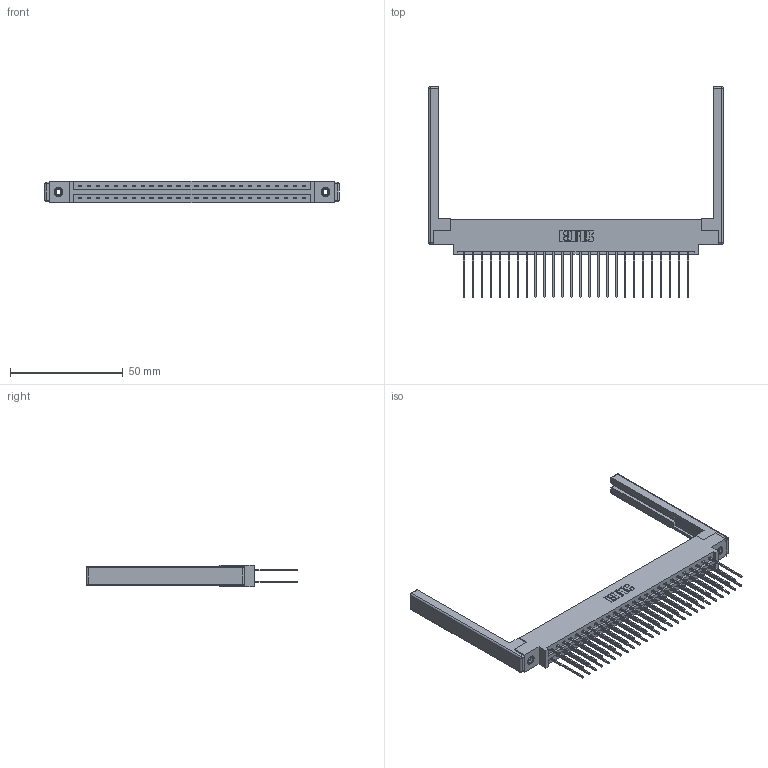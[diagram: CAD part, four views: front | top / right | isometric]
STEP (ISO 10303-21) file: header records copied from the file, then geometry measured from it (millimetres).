
FILE_DESCRIPTION (( 'STEP AP203' ), '1' );
FILE_NAME ('337-052-541-868.STEP', '2019-10-11T18:18:23', ( '' ), ( '' ), 'SwSTEP 2.0', 'SolidWorks 2016', '' );
FILE_SCHEMA (( 'CONFIG_CONTROL_DESIGN' ));
Length unit declared in the file: inch
Products named in the file (5): 345-250-001_345-250-001-102; 345-292-001_345-293-141; 337-052-541-868; 337 Part_0.170 Offset - 0.156 Dia-TI; 307-220-068
Assembly tree (57 placements, depth 2):
  337-052-541-868
    337 Part_0.170 Offset - 0.156 Dia-TI
    345-292-001_345-293-141  x52
    345-250-001_345-250-001-102  x2
    307-220-068  x2
Bounding box: 130.45 x 93.35 x 9.4 mm (x, y, z)
Volume: 18101 mm3; surface area: 20990.4 mm2
Topology: 57 solids, 57 shells, 3080 faces, 9085 edges, 5966 vertices
Faces by surface type: plane 2138, cylinder 918, cone 12, sphere 8, torus 4
Entity records: 25138 total; most frequent: CARTESIAN_POINT 4215, ORIENTED_EDGE 4140, DIRECTION 3684, EDGE_CURVE 2070, LINE 1892, VECTOR 1892, VERTEX_POINT 1370, AXIS2_PLACEMENT_3D 896
